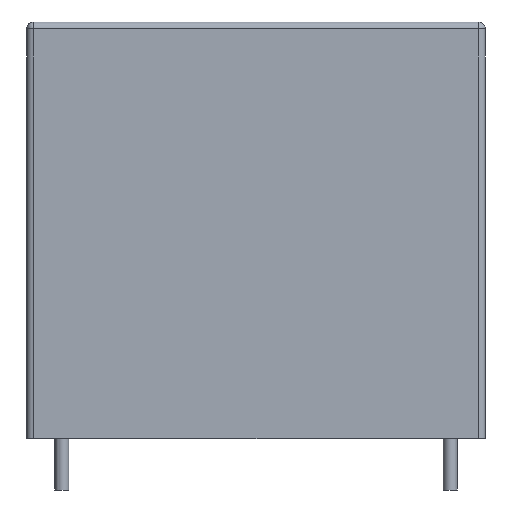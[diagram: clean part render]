
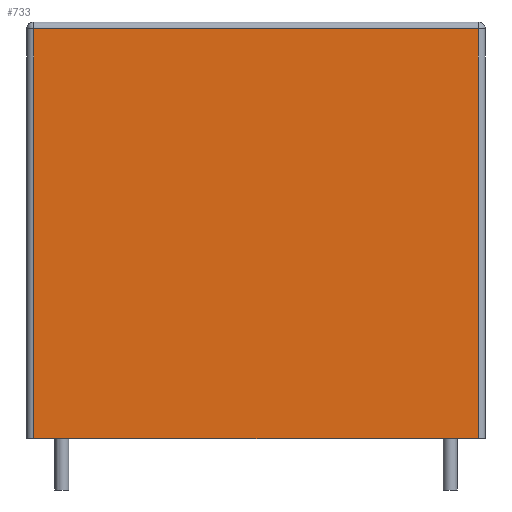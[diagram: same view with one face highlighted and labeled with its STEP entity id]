
A CAD part, front view. The second image highlights one B-rep face of the part: STEP entity #733.
In plain terms, the highlighted planar face has unit normal (0, -1, 0).
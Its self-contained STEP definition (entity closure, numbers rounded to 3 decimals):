
#301=CARTESIAN_POINT('',(16.0,-10.5,29.5));
#302=VERTEX_POINT('',#301);
#371=CARTESIAN_POINT('',(-16.0,-10.5,29.5));
#372=VERTEX_POINT('',#371);
#520=CARTESIAN_POINT('',(-16.0,-10.5,0.0));
#521=VERTEX_POINT('',#520);
#529=CARTESIAN_POINT('',(-16.0,-10.5,0.0));
#530=DIRECTION('',(0.0,0.0,1.0));
#531=VECTOR('',#530,29.5);
#532=LINE('',#529,#531);
#533=EDGE_CURVE('',#521,#372,#532,.T.);
#551=CARTESIAN_POINT('',(-16.0,-10.5,29.5));
#552=DIRECTION('',(1.0,0.0,0.0));
#553=VECTOR('',#552,32.0);
#554=LINE('',#551,#553);
#555=EDGE_CURVE('',#372,#302,#554,.T.);
#627=CARTESIAN_POINT('',(16.0,-10.5,0.0));
#628=VERTEX_POINT('',#627);
#645=CARTESIAN_POINT('',(16.0,-10.5,29.5));
#646=DIRECTION('',(0.0,0.0,-1.0));
#647=VECTOR('',#646,29.5);
#648=LINE('',#645,#647);
#649=EDGE_CURVE('',#302,#628,#648,.T.);
#717=CARTESIAN_POINT('',(16.5,-10.5,0.0));
#718=DIRECTION('',(0.0,-1.0,0.0));
#719=DIRECTION('',(0.0,0.0,-1.0));
#720=AXIS2_PLACEMENT_3D('',#717,#718,#719);
#721=PLANE('',#720);
#722=ORIENTED_EDGE('',*,*,#533,.F.);
#723=CARTESIAN_POINT('',(16.0,-10.5,0.0));
#724=DIRECTION('',(-1.0,0.0,0.0));
#725=VECTOR('',#724,32.0);
#726=LINE('',#723,#725);
#727=EDGE_CURVE('',#628,#521,#726,.T.);
#728=ORIENTED_EDGE('',*,*,#727,.F.);
#729=ORIENTED_EDGE('',*,*,#649,.F.);
#730=ORIENTED_EDGE('',*,*,#555,.F.);
#731=EDGE_LOOP('',(#722,#728,#729,#730));
#732=FACE_OUTER_BOUND('',#731,.T.);
#733=ADVANCED_FACE('',(#732),#721,.T.);
